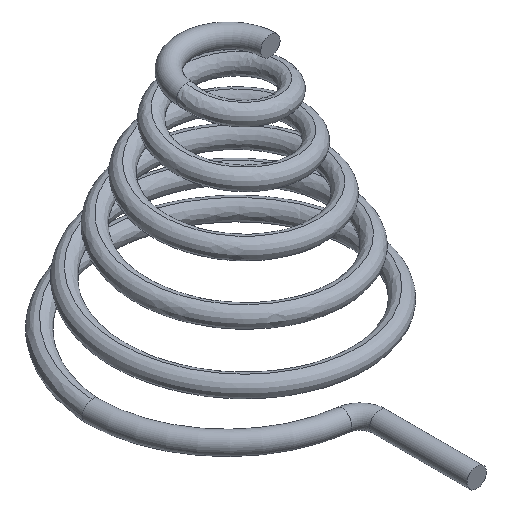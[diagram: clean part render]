
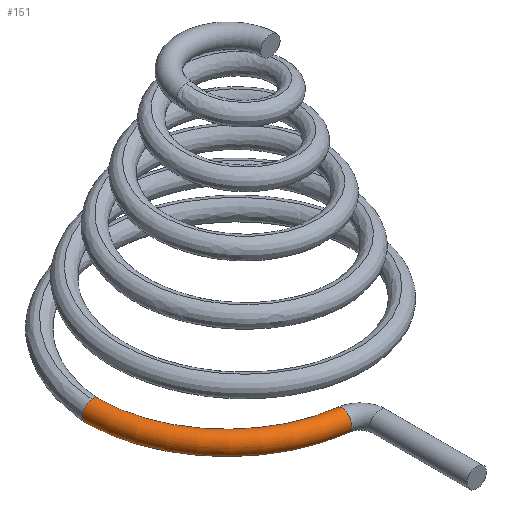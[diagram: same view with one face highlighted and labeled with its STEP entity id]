
A CAD part, isometric view. The second image highlights one B-rep face of the part: STEP entity #151.
In plain terms, the highlighted toroidal (fillet/blend) face has major radius 4.15 mm and minor radius 0.3 mm.
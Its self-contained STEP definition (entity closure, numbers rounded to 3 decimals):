
#21=B_SPLINE_CURVE_WITH_KNOTS('',3,(#282,#283,#284,#285,#286,#287,#288,
#289,#290,#291,#292,#293,#294,#295,#296,#297,#298,#299,#300,#301,#302,#303),
 .UNSPECIFIED.,.F.,.F.,(4,2,2,2,2,2,2,2,2,2,4),(-0.045,-0.041,
-0.037,-0.028,-0.023,-0.017,
-0.012,-0.006,-0.003,-0.001,
0.),.UNSPECIFIED.);
#25=TOROIDAL_SURFACE('',#181,4.15,0.3);
#29=FACE_OUTER_BOUND('',#37,.T.);
#37=EDGE_LOOP('',(#111,#112,#113,#114,#115,#116,#117,#118,#119,#120));
#51=CIRCLE('',#182,0.3);
#52=CIRCLE('',#183,0.3);
#53=CIRCLE('',#184,0.3);
#54=CIRCLE('',#185,0.3);
#55=CIRCLE('',#186,0.3);
#56=CIRCLE('',#187,3.85);
#57=CIRCLE('',#188,0.3);
#58=CIRCLE('',#189,0.3);
#69=VERTEX_POINT('',#280);
#70=VERTEX_POINT('',#281);
#71=VERTEX_POINT('',#304);
#72=VERTEX_POINT('',#306);
#73=VERTEX_POINT('',#308);
#74=VERTEX_POINT('',#310);
#75=VERTEX_POINT('',#313);
#76=VERTEX_POINT('',#315);
#87=EDGE_CURVE('',#69,#70,#21,.T.);
#88=EDGE_CURVE('',#71,#69,#51,.T.);
#89=EDGE_CURVE('',#72,#71,#52,.T.);
#90=EDGE_CURVE('',#73,#72,#53,.T.);
#91=EDGE_CURVE('',#74,#73,#54,.T.);
#92=EDGE_CURVE('',#70,#74,#55,.T.);
#93=EDGE_CURVE('',#70,#75,#56,.T.);
#94=EDGE_CURVE('',#76,#75,#57,.T.);
#95=EDGE_CURVE('',#75,#76,#58,.T.);
#111=ORIENTED_EDGE('',*,*,#87,.F.);
#112=ORIENTED_EDGE('',*,*,#88,.F.);
#113=ORIENTED_EDGE('',*,*,#89,.F.);
#114=ORIENTED_EDGE('',*,*,#90,.F.);
#115=ORIENTED_EDGE('',*,*,#91,.F.);
#116=ORIENTED_EDGE('',*,*,#92,.F.);
#117=ORIENTED_EDGE('',*,*,#93,.T.);
#118=ORIENTED_EDGE('',*,*,#94,.F.);
#119=ORIENTED_EDGE('',*,*,#95,.F.);
#120=ORIENTED_EDGE('',*,*,#93,.F.);
#151=ADVANCED_FACE('',(#29),#25,.T.);
#181=AXIS2_PLACEMENT_3D('',#279,#217,#218);
#182=AXIS2_PLACEMENT_3D('',#305,#219,#220);
#183=AXIS2_PLACEMENT_3D('',#307,#221,#222);
#184=AXIS2_PLACEMENT_3D('',#309,#223,#224);
#185=AXIS2_PLACEMENT_3D('',#311,#225,#226);
#186=AXIS2_PLACEMENT_3D('',#312,#227,#228);
#187=AXIS2_PLACEMENT_3D('',#314,#229,#230);
#188=AXIS2_PLACEMENT_3D('',#316,#231,#232);
#189=AXIS2_PLACEMENT_3D('',#317,#233,#234);
#217=DIRECTION('center_axis',(0.,0.,-1.));
#218=DIRECTION('ref_axis',(-1.,0.,0.));
#219=DIRECTION('center_axis',(0.,1.,0.));
#220=DIRECTION('ref_axis',(0.,0.,1.));
#221=DIRECTION('center_axis',(0.,1.,0.));
#222=DIRECTION('ref_axis',(0.,0.,1.));
#223=DIRECTION('center_axis',(0.,1.,0.));
#224=DIRECTION('ref_axis',(0.,0.,1.));
#225=DIRECTION('center_axis',(0.,1.,0.));
#226=DIRECTION('ref_axis',(0.,0.,1.));
#227=DIRECTION('center_axis',(0.,1.,0.));
#228=DIRECTION('ref_axis',(0.,0.,1.));
#229=DIRECTION('center_axis',(0.,0.,1.));
#230=DIRECTION('ref_axis',(-1.,0.,0.));
#231=DIRECTION('center_axis',(0.992,-0.126,0.));
#232=DIRECTION('ref_axis',(0.,0.,-1.));
#233=DIRECTION('center_axis',(0.992,-0.126,0.));
#234=DIRECTION('ref_axis',(0.,0.,-1.));
#279=CARTESIAN_POINT('Origin',(0.,0.,0.));
#280=CARTESIAN_POINT('',(-4.15,0.,0.3));
#281=CARTESIAN_POINT('',(-3.85,0.,0.));
#282=CARTESIAN_POINT('Ctrl Pts',(-4.15,0.,0.3));
#283=CARTESIAN_POINT('Ctrl Pts',(-4.136,0.,
0.3));
#284=CARTESIAN_POINT('Ctrl Pts',(-4.122,0.003,0.299));
#285=CARTESIAN_POINT('Ctrl Pts',(-4.094,0.012,0.295));
#286=CARTESIAN_POINT('Ctrl Pts',(-4.08,0.018,0.292));
#287=CARTESIAN_POINT('Ctrl Pts',(-4.04,0.038,0.281));
#288=CARTESIAN_POINT('Ctrl Pts',(-4.012,0.055,0.269));
#289=CARTESIAN_POINT('Ctrl Pts',(-3.969,0.075,0.241));
#290=CARTESIAN_POINT('Ctrl Pts',(-3.953,0.08,0.228));
#291=CARTESIAN_POINT('Ctrl Pts',(-3.922,0.085,0.198));
#292=CARTESIAN_POINT('Ctrl Pts',(-3.909,0.083,0.182));
#293=CARTESIAN_POINT('Ctrl Pts',(-3.886,0.073,0.145));
#294=CARTESIAN_POINT('Ctrl Pts',(-3.877,0.063,0.126));
#295=CARTESIAN_POINT('Ctrl Pts',(-3.862,0.042,0.088));
#296=CARTESIAN_POINT('Ctrl Pts',(-3.858,0.03,0.071));
#297=CARTESIAN_POINT('Ctrl Pts',(-3.853,0.016,0.046));
#298=CARTESIAN_POINT('Ctrl Pts',(-3.852,0.011,0.036));
#299=CARTESIAN_POINT('Ctrl Pts',(-3.851,0.005,0.023));
#300=CARTESIAN_POINT('Ctrl Pts',(-3.851,0.003,
0.018));
#301=CARTESIAN_POINT('Ctrl Pts',(-3.85,0.001,
0.009));
#302=CARTESIAN_POINT('Ctrl Pts',(-3.85,0.,0.005));
#303=CARTESIAN_POINT('Ctrl Pts',(-3.85,0.,0.));
#304=CARTESIAN_POINT('',(-4.434,0.,0.097));
#305=CARTESIAN_POINT('Origin',(-4.15,0.,0.));
#306=CARTESIAN_POINT('',(-4.45,0.,0.));
#307=CARTESIAN_POINT('Origin',(-4.15,0.,0.));
#308=CARTESIAN_POINT('',(-4.15,0.,-0.3));
#309=CARTESIAN_POINT('Origin',(-4.15,0.,0.));
#310=CARTESIAN_POINT('',(-3.866,0.,-0.097));
#311=CARTESIAN_POINT('Origin',(-4.15,0.,0.));
#312=CARTESIAN_POINT('Origin',(-4.15,0.,0.));
#313=CARTESIAN_POINT('',(-0.486,-3.819,0.));
#314=CARTESIAN_POINT('Origin',(0.,0.,0.));
#315=CARTESIAN_POINT('',(-0.562,-4.414,0.));
#316=CARTESIAN_POINT('Origin',(-0.524,-4.117,0.));
#317=CARTESIAN_POINT('Origin',(-0.524,-4.117,0.));
